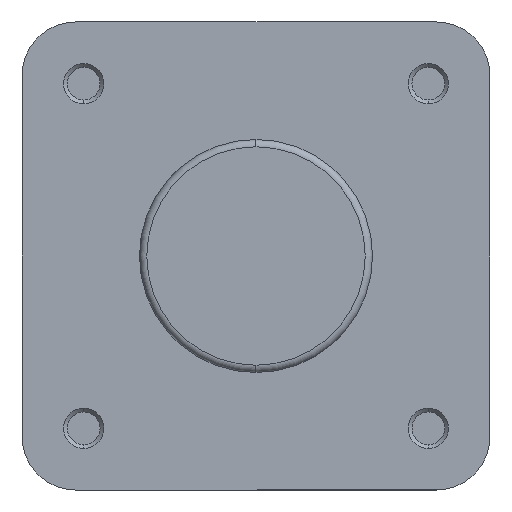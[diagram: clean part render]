
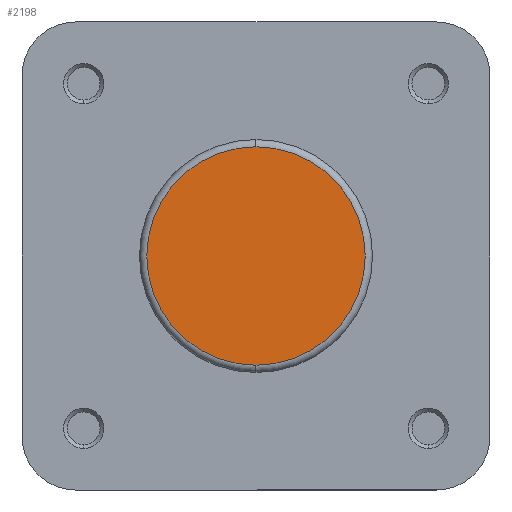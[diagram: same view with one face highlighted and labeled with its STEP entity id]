
A CAD part, left-side view. The second image highlights one B-rep face of the part: STEP entity #2198.
In plain terms, the highlighted planar face has unit normal (-1, 0, 0).
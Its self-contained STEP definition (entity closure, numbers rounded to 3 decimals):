
#91 = ORIENTED_EDGE ( 'NONE', *, *, #4381, .T. ) ;
#92 = ORIENTED_EDGE ( 'NONE', *, *, #4655, .T. ) ;
#1009 = EDGE_LOOP ( 'NONE', ( #91, #92 ) ) ;
#1376 = FACE_OUTER_BOUND ( 'NONE', #1009, .T. ) ;
#1539 = DIRECTION ( 'NONE',  ( 0., 0., -1. ) ) ;
#1604 = CARTESIAN_POINT ( 'NONE',  ( 0., 0., 22.4 ) ) ;
#1678 = CARTESIAN_POINT ( 'NONE',  ( 0., 0., -22.4 ) ) ;
#2097 = DIRECTION ( 'NONE',  ( -1., 0., 0. ) ) ;
#2120 = CARTESIAN_POINT ( 'NONE',  ( 0., 0., 0. ) ) ;
#2198 = ADVANCED_FACE ( 'NONE', ( #1376 ), #3805, .F. ) ;
#3017 = CARTESIAN_POINT ( 'NONE',  ( 0., 0., 0. ) ) ;
#3023 = DIRECTION ( 'NONE',  ( -1., 0., 0. ) ) ;
#3024 = DIRECTION ( 'NONE',  ( 0., 0., -1. ) ) ;
#3661 = VERTEX_POINT ( 'NONE', #1678 ) ;
#3804 = CARTESIAN_POINT ( 'NONE',  ( 0., 23.9, 0. ) ) ;
#3805 = PLANE ( 'NONE',  #4788 ) ;
#3823 = VERTEX_POINT ( 'NONE', #1604 ) ;
#3996 = DIRECTION ( 'NONE',  ( 1., 0., 0. ) ) ;
#3997 = DIRECTION ( 'NONE',  ( 0., 0., -1. ) ) ;
#4381 = EDGE_CURVE ( 'NONE', #3661, #3823, #5430, .T. ) ;
#4655 = EDGE_CURVE ( 'NONE', #3823, #3661, #5848, .T. ) ;
#4788 = AXIS2_PLACEMENT_3D ( 'NONE', #3804, #3996, #3997 ) ;
#5003 = AXIS2_PLACEMENT_3D ( 'NONE', #2120, #2097, #1539 ) ;
#5123 = AXIS2_PLACEMENT_3D ( 'NONE', #3017, #3023, #3024 ) ;
#5430 = CIRCLE ( 'NONE', #5003, 22.4 ) ;
#5848 = CIRCLE ( 'NONE', #5123, 22.4 ) ;
